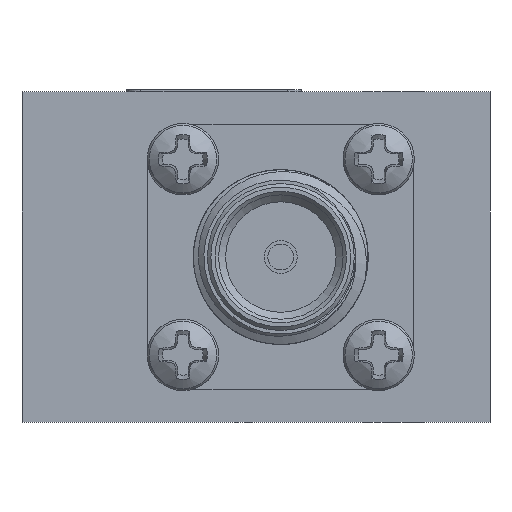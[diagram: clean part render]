
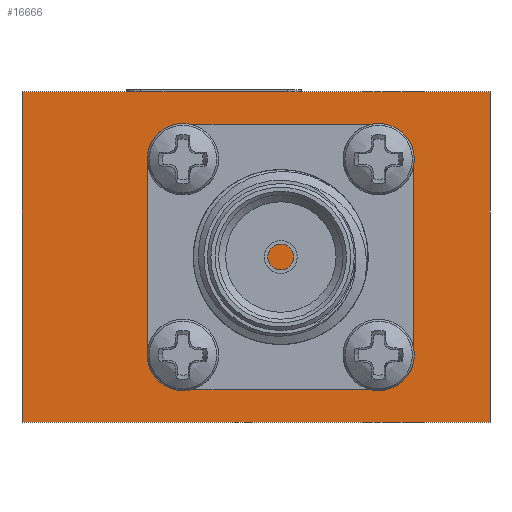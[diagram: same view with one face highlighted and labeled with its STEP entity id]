
A CAD part, left-side view. The second image highlights one B-rep face of the part: STEP entity #16666.
In plain terms, the highlighted planar face has unit normal (-1, 0, 0).
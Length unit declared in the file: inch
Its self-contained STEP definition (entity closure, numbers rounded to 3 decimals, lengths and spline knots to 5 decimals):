
#167 = DIRECTION ( 'NONE',  ( 1., 0., 0. ) ) ;
#605 = DIRECTION ( 'NONE',  ( 0., 0., -1. ) ) ;
#2189 = DIRECTION ( 'NONE',  ( 0., -1., 0. ) ) ;
#2851 = EDGE_CURVE ( 'NONE', #17713, #6033, #10376, .T. ) ;
#3172 = CARTESIAN_POINT ( 'NONE',  ( -0.23622, -0.33465, -0.23622 ) ) ;
#4519 = LINE ( 'NONE', #20740, #22795 ) ;
#5533 = VECTOR ( 'NONE', #2189, 39.37008 ) ;
#5874 = LINE ( 'NONE', #9856, #7047 ) ;
#6033 = VERTEX_POINT ( 'NONE', #10735 ) ;
#6460 = CARTESIAN_POINT ( 'NONE',  ( -0.23622, 0.33465, 0.23622 ) ) ;
#7047 = VECTOR ( 'NONE', #15479, 39.37008 ) ;
#7374 = EDGE_CURVE ( 'NONE', #17713, #9219, #18819, .T. ) ;
#9219 = VERTEX_POINT ( 'NONE', #12537 ) ;
#9856 = CARTESIAN_POINT ( 'NONE',  ( -0.23622, -0.33465, 0.23622 ) ) ;
#10376 = LINE ( 'NONE', #22209, #5533 ) ;
#10735 = CARTESIAN_POINT ( 'NONE',  ( -0.23622, -0.33465, 0.23622 ) ) ;
#11438 = ORIENTED_EDGE ( 'NONE', *, *, #23114, .F. ) ;
#12537 = CARTESIAN_POINT ( 'NONE',  ( -0.23622, 0.33465, -0.23622 ) ) ;
#12775 = ORIENTED_EDGE ( 'NONE', *, *, #20652, .T. ) ;
#13192 = PLANE ( 'NONE',  #20419 ) ;
#13555 = ORIENTED_EDGE ( 'NONE', *, *, #7374, .T. ) ;
#15479 = DIRECTION ( 'NONE',  ( 0., 0., -1. ) ) ;
#16666 = ADVANCED_FACE ( 'NONE', ( #22276 ), #13192, .F. ) ;
#16920 = EDGE_LOOP ( 'NONE', ( #12775, #11438, #22911, #13555 ) ) ;
#17059 = DIRECTION ( 'NONE',  ( 0., -1., 0. ) ) ;
#17713 = VERTEX_POINT ( 'NONE', #6460 ) ;
#18386 = CARTESIAN_POINT ( 'NONE',  ( -0.23622, -0.33465, 0.23622 ) ) ;
#18819 = LINE ( 'NONE', #22552, #20240 ) ;
#20230 = DIRECTION ( 'NONE',  ( 0., 0., -1. ) ) ;
#20240 = VECTOR ( 'NONE', #605, 39.37008 ) ;
#20419 = AXIS2_PLACEMENT_3D ( 'NONE', #18386, #167, #20230 ) ;
#20652 = EDGE_CURVE ( 'NONE', #9219, #21292, #4519, .T. ) ;
#20740 = CARTESIAN_POINT ( 'NONE',  ( -0.23622, -0.33465, -0.23622 ) ) ;
#21292 = VERTEX_POINT ( 'NONE', #3172 ) ;
#22209 = CARTESIAN_POINT ( 'NONE',  ( -0.23622, -0.33465, 0.23622 ) ) ;
#22276 = FACE_OUTER_BOUND ( 'NONE', #16920, .T. ) ;
#22552 = CARTESIAN_POINT ( 'NONE',  ( -0.23622, 0.33465, 0.23622 ) ) ;
#22795 = VECTOR ( 'NONE', #17059, 39.37008 ) ;
#22911 = ORIENTED_EDGE ( 'NONE', *, *, #2851, .F. ) ;
#23114 = EDGE_CURVE ( 'NONE', #6033, #21292, #5874, .T. ) ;
